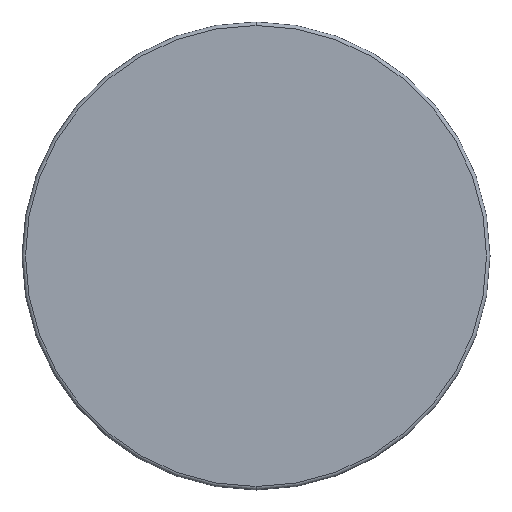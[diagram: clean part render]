
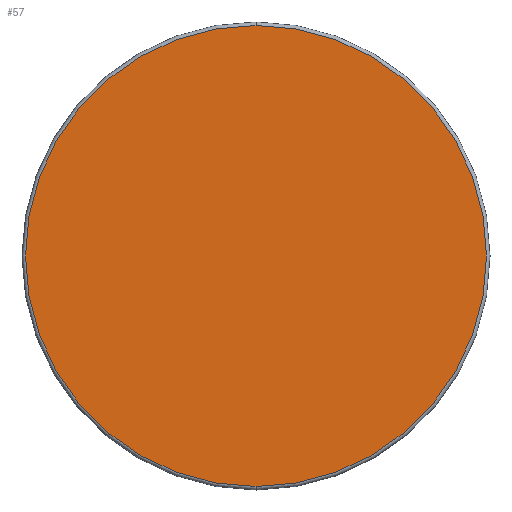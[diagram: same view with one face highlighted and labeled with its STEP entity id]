
A CAD part, front view. The second image highlights one B-rep face of the part: STEP entity #57.
In plain terms, the highlighted planar face has unit normal (0, -1, 0).
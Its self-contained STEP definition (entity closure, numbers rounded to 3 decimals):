
#14 = EDGE_LOOP ( 'NONE', ( #55, #225 ) ) ;
#55 = ORIENTED_EDGE ( 'NONE', *, *, #56, .T. ) ;
#56 = EDGE_CURVE ( 'NONE', #62, #61, #265, .T. ) ;
#57 = ADVANCED_FACE ( 'NONE', ( #120 ), #119, .F. ) ;
#60 = EDGE_CURVE ( 'NONE', #61, #62, #113, .T. ) ;
#61 = VERTEX_POINT ( 'NONE', #150 ) ;
#62 = VERTEX_POINT ( 'NONE', #149 ) ;
#110 = DIRECTION ( 'NONE',  ( 0., 0., 1. ) ) ;
#111 = DIRECTION ( 'NONE',  ( 0., -1., 0. ) ) ;
#112 = AXIS2_PLACEMENT_3D ( 'NONE', #117, #111, #110 ) ;
#113 = CIRCLE ( 'NONE', #112, 9.85 ) ;
#114 = DIRECTION ( 'NONE',  ( 0., 0., 1. ) ) ;
#115 = DIRECTION ( 'NONE',  ( 0., 1., 0. ) ) ;
#116 = CARTESIAN_POINT ( 'NONE',  ( 0., 0., 0. ) ) ;
#117 = CARTESIAN_POINT ( 'NONE',  ( 0., 0., 0. ) ) ;
#118 = AXIS2_PLACEMENT_3D ( 'NONE', #116, #115, #114 ) ;
#119 = PLANE ( 'NONE',  #118 ) ;
#120 = FACE_OUTER_BOUND ( 'NONE', #14, .T. ) ;
#149 = CARTESIAN_POINT ( 'NONE',  ( 0., 0., 9.85 ) ) ;
#150 = CARTESIAN_POINT ( 'NONE',  ( 0., 0., -9.85 ) ) ;
#225 = ORIENTED_EDGE ( 'NONE', *, *, #60, .T. ) ;
#258 = DIRECTION ( 'NONE',  ( 0., 0., 1. ) ) ;
#259 = DIRECTION ( 'NONE',  ( 0., -1., 0. ) ) ;
#260 = CARTESIAN_POINT ( 'NONE',  ( 0., 0., 0. ) ) ;
#261 = AXIS2_PLACEMENT_3D ( 'NONE', #260, #259, #258 ) ;
#265 = CIRCLE ( 'NONE', #261, 9.85 ) ;
